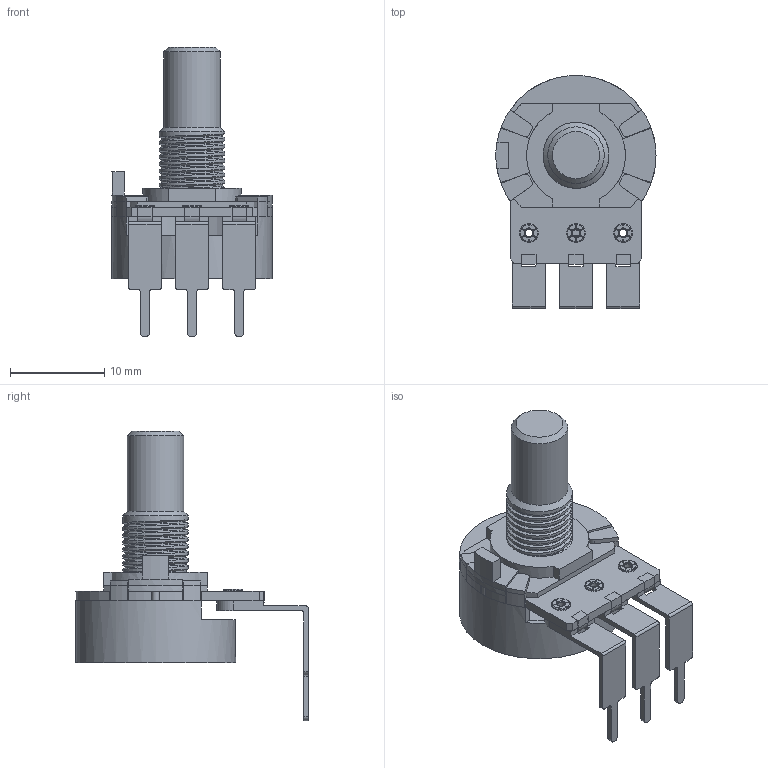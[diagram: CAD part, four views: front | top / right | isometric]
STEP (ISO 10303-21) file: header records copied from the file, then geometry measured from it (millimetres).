
FILE_DESCRIPTION(('FreeCAD Model'),'2;1');
FILE_NAME('RV16AF-41-15R.step','2019-06-14T21:57:48',('Author') ,(''),'Open CASCADE STEP processor 7.3','FreeCAD','Unknown');
FILE_SCHEMA(('AUTOMOTIVE_DESIGN { 1 0 10303 214 1 1 1 1 }'));
Length unit declared in the file: millimetre
Products named in the file (5): Type-41; RV16_Shaft_15R_1; Bushing_M7x0.75x6.5mm_; RV16_Wafer_; Body
Bounding box: 17 x 24.75 x 30.75 mm (x, y, z)
Volume: 1291 mm3; surface area: 3161.5 mm2
Topology: 7 solids, 7 shells, 441 faces, 2337 edges, 5504 vertices
Faces by surface type: plane 263, cylinder 107, torus 42, bspline 27, cone 2
Full cylindrical faces by diameter (mm): 0.8 x5, 1 x6, 1.02 x3, 2 x3, 6 x2, 7 x7, 10 x1, 16 x1, 17 x1
Entity records: 32977 total; most frequent: CARTESIAN_POINT 13693, DIRECTION 3636, ORIENTED_EDGE 2250, LINE 1254, VECTOR 1254, GEOMETRIC_CURVE_SET 1213, TRIMMED_CURVE 1212, AXIS2_PLACEMENT_3D 1191
